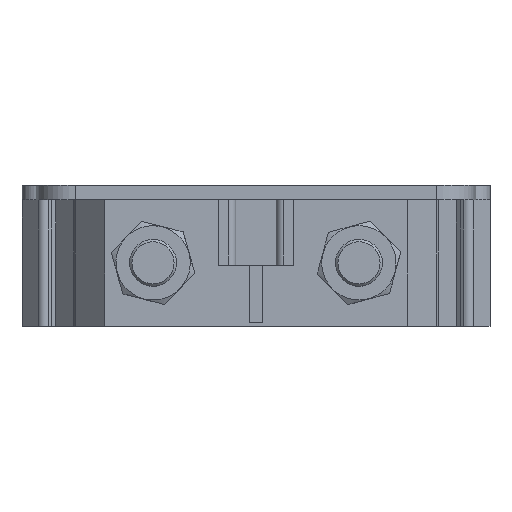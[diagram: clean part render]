
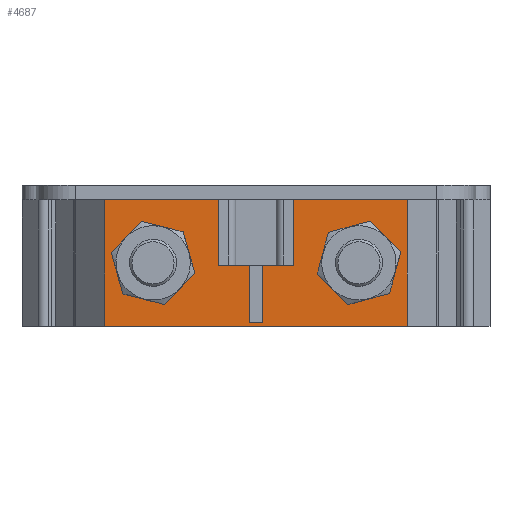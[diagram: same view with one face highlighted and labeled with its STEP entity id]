
A CAD part, top view. The second image highlights one B-rep face of the part: STEP entity #4687.
In plain terms, the highlighted planar face has unit normal (0, 0, 1).
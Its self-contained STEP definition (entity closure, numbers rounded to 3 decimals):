
#159=PLANE('',#4980);
#373=LINE('',#6526,#717);
#376=LINE('',#6533,#720);
#502=LINE('',#6877,#846);
#509=LINE('',#6927,#853);
#717=VECTOR('',#5525,1000.);
#720=VECTOR('',#5530,1000.);
#846=VECTOR('',#5858,1000.);
#853=VECTOR('',#5879,1000.);
#1761=ORIENTED_EDGE('',*,*,#2284,.T.);
#1762=ORIENTED_EDGE('',*,*,#2107,.F.);
#1763=ORIENTED_EDGE('',*,*,#2270,.T.);
#1764=ORIENTED_EDGE('',*,*,#2110,.T.);
#1765=ORIENTED_EDGE('',*,*,#2283,.F.);
#1766=ORIENTED_EDGE('',*,*,#2285,.T.);
#2107=EDGE_CURVE('',#2523,#2524,#373,.T.);
#2110=EDGE_CURVE('',#2527,#2525,#376,.T.);
#2270=EDGE_CURVE('',#2523,#2527,#502,.T.);
#2283=EDGE_CURVE('',#2524,#2525,#509,.T.);
#2284=EDGE_CURVE('',#2620,#2620,#2750,.T.);
#2285=EDGE_CURVE('',#2621,#2621,#2751,.T.);
#2523=VERTEX_POINT('',#6525);
#2524=VERTEX_POINT('',#6527);
#2525=VERTEX_POINT('',#6531);
#2527=VERTEX_POINT('',#6534);
#2620=VERTEX_POINT('',#6930);
#2621=VERTEX_POINT('',#6933);
#2750=CIRCLE('',#4979,3.969);
#2751=CIRCLE('',#4981,3.969);
#2936=EDGE_LOOP('',(#1761));
#2937=EDGE_LOOP('',(#1762,#1763,#1764,#1765));
#2938=EDGE_LOOP('',(#1766));
#3146=FACE_BOUND('',#2936,.T.);
#3147=FACE_BOUND('',#2937,.T.);
#3148=FACE_BOUND('',#2938,.T.);
#4687=ADVANCED_FACE('',(#3146,#3147,#3148),#159,.T.);
#4979=AXIS2_PLACEMENT_3D('',#6929,#5882,#5883);
#4980=AXIS2_PLACEMENT_3D('',#6931,#5884,#5885);
#4981=AXIS2_PLACEMENT_3D('',#6932,#5886,#5887);
#5525=DIRECTION('',(0.,1.,0.));
#5530=DIRECTION('',(0.,1.,0.));
#5858=DIRECTION('',(1.,0.,0.));
#5879=DIRECTION('',(1.,0.,0.));
#5882=DIRECTION('',(0.,0.,-1.));
#5883=DIRECTION('',(-0.707,0.707,0.));
#5884=DIRECTION('',(0.,0.,1.));
#5885=DIRECTION('',(1.,0.,0.));
#5886=DIRECTION('',(0.,0.,-1.));
#5887=DIRECTION('',(0.699,0.715,0.));
#6525=CARTESIAN_POINT('',(-16.166,-13.5,3.099));
#6526=CARTESIAN_POINT('',(-16.166,-13.5,3.099));
#6527=CARTESIAN_POINT('',(-16.166,0.,3.099));
#6531=CARTESIAN_POINT('',(16.166,0.,3.099));
#6533=CARTESIAN_POINT('',(16.166,-12.25,3.099));
#6534=CARTESIAN_POINT('',(16.166,-13.5,3.099));
#6877=CARTESIAN_POINT('',(0.,-13.5,3.099));
#6927=CARTESIAN_POINT('',(14.6,0.,3.099));
#6929=CARTESIAN_POINT('',(11.,-6.75,3.099));
#6930=CARTESIAN_POINT('',(8.194,-3.944,3.099));
#6931=CARTESIAN_POINT('',(14.6,-12.25,3.099));
#6932=CARTESIAN_POINT('',(-11.,-6.75,3.099));
#6933=CARTESIAN_POINT('',(-8.227,-3.911,3.099));
